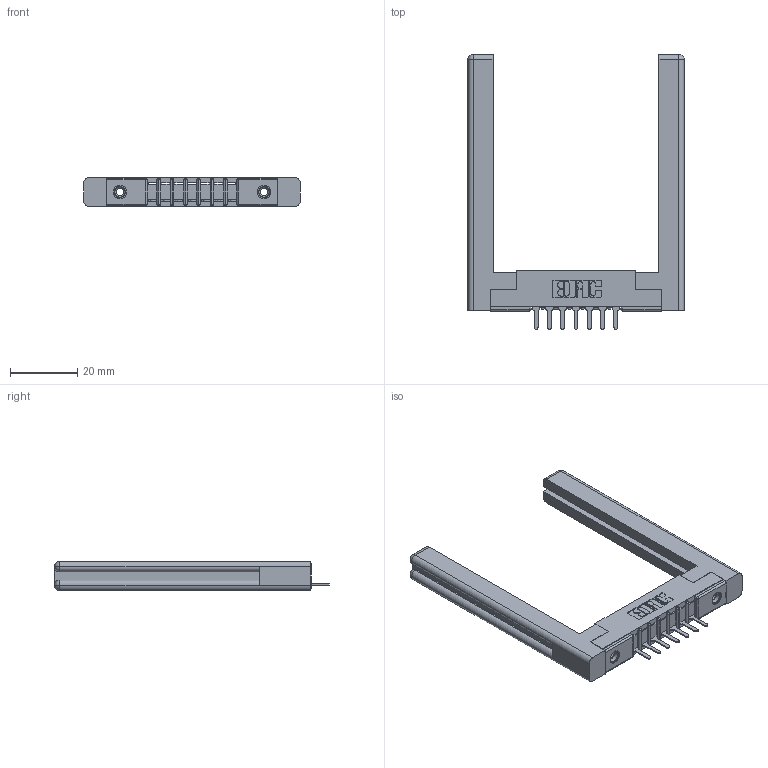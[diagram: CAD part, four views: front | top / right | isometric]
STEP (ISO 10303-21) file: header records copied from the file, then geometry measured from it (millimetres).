
FILE_DESCRIPTION (( 'STEP AP203' ), '1' );
FILE_NAME ('357-007-525-158.STEP', '2019-09-13T18:05:55', ( '' ), ( '' ), 'SwSTEP 2.0', 'SolidWorks 2016', '' );
FILE_SCHEMA (( 'CONFIG_CONTROL_DESIGN' ));
Length unit declared in the file: inch
Products named in the file (5): 307-220-058; 357-007-525-158; 307-290-001_525; 307 Part_.156 Dia Mounting Holes; 345-250-001_345-250-001-102
Assembly tree (12 placements, depth 2):
  357-007-525-158
    307 Part_.156 Dia Mounting Holes
    307-290-001_525  x7
    307-220-058  x2
    345-250-001_345-250-001-102  x2
Bounding box: 64.36 x 81.74 x 8.71 mm (x, y, z)
Volume: 11813.2 mm3; surface area: 11081.9 mm2
Topology: 12 solids, 12 shells, 660 faces, 1811 edges, 1162 vertices
Faces by surface type: plane 413, cylinder 207, sphere 16, torus 12, cone 12
Entity records: 12917 total; most frequent: CARTESIAN_POINT 2171, ORIENTED_EDGE 2096, DIRECTION 2092, EDGE_CURVE 1048, VECTOR 786, LINE 786, VERTEX_POINT 678, AXIS2_PLACEMENT_3D 653
